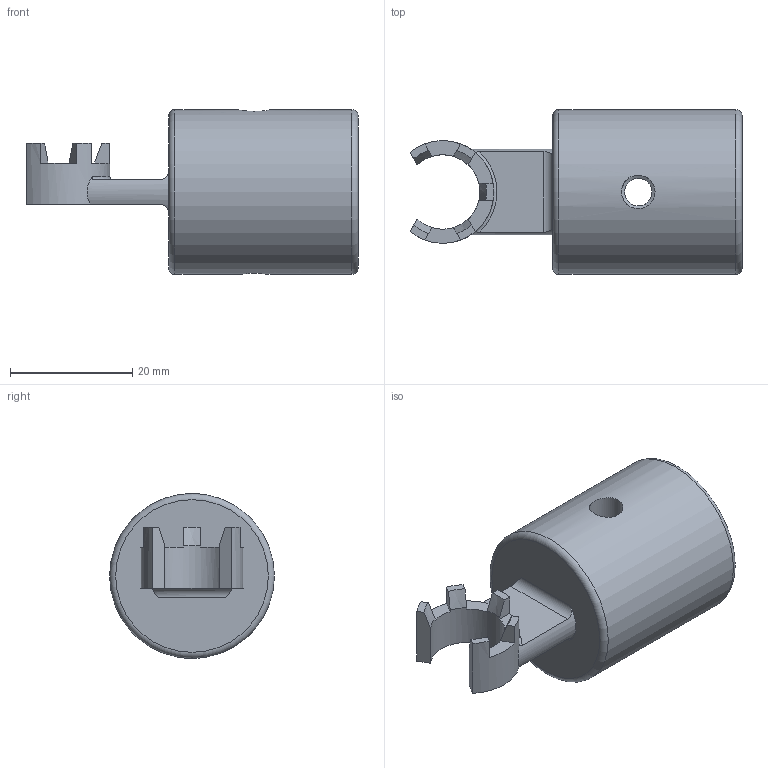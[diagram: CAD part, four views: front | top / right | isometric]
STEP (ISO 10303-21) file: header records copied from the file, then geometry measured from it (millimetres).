
FILE_DESCRIPTION( ( 'Unknown' ), '1' );
FILE_NAME( '7151311000-E.stp', 'Unknown', ( 'Unknown' ), ( 'Unknown' ), 'PSStep 15.0.49', 'Unknown', ' ' );
FILE_SCHEMA( ( 'AUTOMOTIVE_DESIGN { 1 0 10303 214 1 1 1 1 }' ) );
Length unit declared in the file: millimetre
Products named in the file (1): 1
Bounding box: 54.4 x 27 x 27 mm (x, y, z)
Volume: 13280.5 mm3; surface area: 6089.1 mm2
Topology: 1 solids, 1 shells, 47 faces, 126 edges, 82 vertices
Faces by surface type: plane 25, cylinder 11, cone 8, torus 3
Full cylindrical faces by diameter (mm): 4.5 x1, 5.5 x2, 16 x1, 27 x1
Entity records: 2140 total; most frequent: CARTESIAN_POINT 617, ORIENTED_EDGE 230, DIRECTION 226, EDGE_CURVE 115, AXIS2_PLACEMENT_3D 87, VERTEX_POINT 82, EDGE_LOOP 62, FACE_OUTER_BOUND 54
